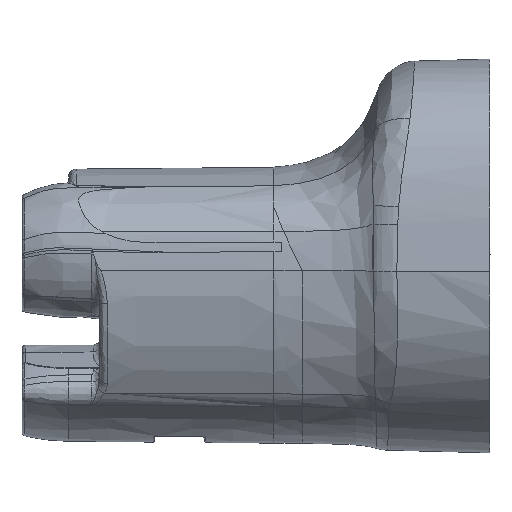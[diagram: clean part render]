
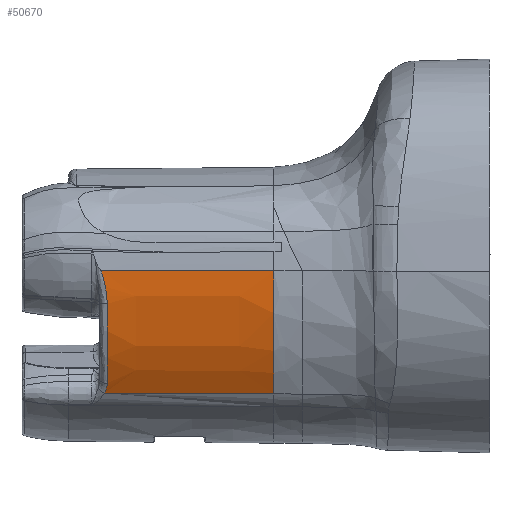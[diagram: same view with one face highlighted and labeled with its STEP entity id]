
A CAD part, front view. The second image highlights one B-rep face of the part: STEP entity #50670.
In plain terms, the highlighted free-form (B-spline) face has degree [5, 5] with [6, 6] control points.
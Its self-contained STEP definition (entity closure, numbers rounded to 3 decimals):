
#45476=CARTESIAN_POINT('Vertex',(32.493,-20.156,4.674)) ;
#48053=CARTESIAN_POINT('Vertex',(10.991,-19.646,0.439)) ;
#48078=CARTESIAN_POINT('Vertex',(10.991,-16.211,-9.819)) ;
#48082=CARTESIAN_POINT('Control Point',(10.991,-16.211,-9.819)) ;
#48083=CARTESIAN_POINT('Control Point',(10.991,-16.579,-9.159)) ;
#48084=CARTESIAN_POINT('Control Point',(10.991,-16.925,-8.486)) ;
#48085=CARTESIAN_POINT('Control Point',(10.991,-17.25,-7.799)) ;
#48086=CARTESIAN_POINT('Control Point',(10.991,-17.901,-6.302)) ;
#48087=CARTESIAN_POINT('Control Point',(10.991,-18.45,-4.76)) ;
#48088=CARTESIAN_POINT('Control Point',(10.991,-18.714,-3.925)) ;
#48089=CARTESIAN_POINT('Control Point',(10.991,-19.094,-2.551)) ;
#48090=CARTESIAN_POINT('Control Point',(10.991,-19.385,-1.172)) ;
#48091=CARTESIAN_POINT('Control Point',(10.991,-19.486,-0.634)) ;
#48092=CARTESIAN_POINT('Control Point',(10.991,-19.572,-0.097)) ;
#48093=CARTESIAN_POINT('Control Point',(10.991,-19.646,0.439)) ;
#48158=CARTESIAN_POINT('Control Point',(10.249,-19.959,4.675)) ;
#48159=CARTESIAN_POINT('Control Point',(10.254,-19.959,4.657)) ;
#48160=CARTESIAN_POINT('Control Point',(10.258,-19.958,4.64)) ;
#48161=CARTESIAN_POINT('Control Point',(10.263,-19.958,4.622)) ;
#48162=CARTESIAN_POINT('Control Point',(10.339,-19.948,4.341)) ;
#48163=CARTESIAN_POINT('Control Point',(10.415,-19.938,4.057)) ;
#48164=CARTESIAN_POINT('Control Point',(10.486,-19.928,3.789)) ;
#48165=CARTESIAN_POINT('Control Point',(10.647,-19.899,3.15)) ;
#48166=CARTESIAN_POINT('Control Point',(10.785,-19.859,2.493)) ;
#48167=CARTESIAN_POINT('Control Point',(10.855,-19.83,2.107)) ;
#48168=CARTESIAN_POINT('Control Point',(10.935,-19.78,1.546)) ;
#48169=CARTESIAN_POINT('Control Point',(10.977,-19.714,0.966)) ;
#48170=CARTESIAN_POINT('Control Point',(10.986,-19.693,0.792)) ;
#48171=CARTESIAN_POINT('Control Point',(10.991,-19.67,0.616)) ;
#48172=CARTESIAN_POINT('Control Point',(10.991,-19.646,0.439)) ;
#48173=CARTESIAN_POINT('Vertex',(10.249,-19.959,4.675)) ;
#48259=CARTESIAN_POINT('Vertex',(10.603,-15.461,-11.085)) ;
#48263=CARTESIAN_POINT('Control Point',(10.991,-16.211,-9.819)) ;
#48264=CARTESIAN_POINT('Control Point',(10.991,-16.099,-10.022)) ;
#48265=CARTESIAN_POINT('Control Point',(10.966,-15.986,-10.218)) ;
#48266=CARTESIAN_POINT('Control Point',(10.92,-15.878,-10.404)) ;
#48267=CARTESIAN_POINT('Control Point',(10.83,-15.725,-10.659)) ;
#48268=CARTESIAN_POINT('Control Point',(10.718,-15.587,-10.886)) ;
#48269=CARTESIAN_POINT('Control Point',(10.681,-15.544,-10.955)) ;
#48270=CARTESIAN_POINT('Control Point',(10.643,-15.502,-11.022)) ;
#48271=CARTESIAN_POINT('Control Point',(10.603,-15.462,-11.086)) ;
#48306=CARTESIAN_POINT('Control Point',(32.493,-20.156,4.675)) ;
#48307=CARTESIAN_POINT('Control Point',(25.079,-20.088,4.675)) ;
#48308=CARTESIAN_POINT('Control Point',(17.665,-20.024,4.675)) ;
#48309=CARTESIAN_POINT('Control Point',(10.249,-19.959,4.675)) ;
#48420=CARTESIAN_POINT('Control Point',(32.493,-20.156,4.674)) ;
#48421=CARTESIAN_POINT('Control Point',(32.493,-20.121,3.68)) ;
#48422=CARTESIAN_POINT('Control Point',(32.493,-20.079,2.71)) ;
#48423=CARTESIAN_POINT('Control Point',(32.493,-20.009,1.747)) ;
#48424=CARTESIAN_POINT('Control Point',(32.493,-19.823,0.133)) ;
#48425=CARTESIAN_POINT('Control Point',(32.493,-19.518,-1.484)) ;
#48426=CARTESIAN_POINT('Control Point',(32.493,-19.376,-2.134)) ;
#48427=CARTESIAN_POINT('Control Point',(32.493,-18.805,-4.425)) ;
#48428=CARTESIAN_POINT('Control Point',(32.493,-18.,-6.68)) ;
#48429=CARTESIAN_POINT('Control Point',(32.493,-17.314,-8.256)) ;
#48430=CARTESIAN_POINT('Control Point',(32.493,-16.522,-9.743)) ;
#48431=CARTESIAN_POINT('Control Point',(32.493,-15.625,-11.187)) ;
#48432=CARTESIAN_POINT('Vertex',(32.493,-15.624,-11.188)) ;
#50620=CARTESIAN_POINT('Control Point',(36.127,-20.19,4.675)) ;
#50621=CARTESIAN_POINT('Control Point',(30.1,-20.133,4.675)) ;
#50622=CARTESIAN_POINT('Control Point',(24.073,-20.08,4.675)) ;
#50623=CARTESIAN_POINT('Control Point',(18.047,-20.027,4.675)) ;
#50624=CARTESIAN_POINT('Control Point',(12.02,-19.975,4.675)) ;
#50625=CARTESIAN_POINT('Control Point',(5.993,-19.922,4.675)) ;
#50626=CARTESIAN_POINT('Control Point',(36.127,-20.061,1.101)) ;
#50627=CARTESIAN_POINT('Control Point',(30.1,-20.009,1.109)) ;
#50628=CARTESIAN_POINT('Control Point',(24.073,-19.956,1.117)) ;
#50629=CARTESIAN_POINT('Control Point',(18.047,-19.903,1.126)) ;
#50630=CARTESIAN_POINT('Control Point',(12.02,-19.851,1.134)) ;
#50631=CARTESIAN_POINT('Control Point',(5.993,-19.798,1.143)) ;
#50632=CARTESIAN_POINT('Control Point',(36.127,-19.867,-1.846)) ;
#50633=CARTESIAN_POINT('Control Point',(30.1,-19.816,-1.834)) ;
#50634=CARTESIAN_POINT('Control Point',(24.073,-19.764,-1.821)) ;
#50635=CARTESIAN_POINT('Control Point',(18.047,-19.713,-1.808)) ;
#50636=CARTESIAN_POINT('Control Point',(12.02,-19.661,-1.795)) ;
#50637=CARTESIAN_POINT('Control Point',(5.993,-19.61,-1.782)) ;
#50638=CARTESIAN_POINT('Control Point',(36.127,-18.563,-6.051)) ;
#50639=CARTESIAN_POINT('Control Point',(30.1,-18.513,-6.028)) ;
#50640=CARTESIAN_POINT('Control Point',(24.073,-18.464,-6.005)) ;
#50641=CARTESIAN_POINT('Control Point',(18.047,-18.416,-5.982)) ;
#50642=CARTESIAN_POINT('Control Point',(12.02,-18.367,-5.958)) ;
#50643=CARTESIAN_POINT('Control Point',(5.993,-18.318,-5.935)) ;
#50644=CARTESIAN_POINT('Control Point',(36.127,-17.103,-9.053)) ;
#50645=CARTESIAN_POINT('Control Point',(30.1,-17.059,-9.024)) ;
#50646=CARTESIAN_POINT('Control Point',(24.073,-17.014,-8.995)) ;
#50647=CARTESIAN_POINT('Control Point',(18.047,-16.97,-8.966)) ;
#50648=CARTESIAN_POINT('Control Point',(12.02,-16.925,-8.937)) ;
#50649=CARTESIAN_POINT('Control Point',(5.993,-16.881,-8.907)) ;
#50650=CARTESIAN_POINT('Control Point',(36.127,-15.055,-12.129)) ;
#50651=CARTESIAN_POINT('Control Point',(30.1,-15.015,-12.094)) ;
#50652=CARTESIAN_POINT('Control Point',(24.073,-14.976,-12.058)) ;
#50653=CARTESIAN_POINT('Control Point',(18.047,-14.936,-12.023)) ;
#50654=CARTESIAN_POINT('Control Point',(12.02,-14.896,-11.987)) ;
#50655=CARTESIAN_POINT('Control Point',(5.993,-14.857,-11.952)) ;
#50657=CARTESIAN_POINT('Control Point',(10.603,-15.462,-11.086)) ;
#50658=CARTESIAN_POINT('Control Point',(17.9,-15.516,-11.119)) ;
#50659=CARTESIAN_POINT('Control Point',(25.197,-15.57,-11.153)) ;
#50660=CARTESIAN_POINT('Control Point',(32.493,-15.624,-11.187)) ;
#48094=EDGE_CURVE('',#48054,#48079,#48081,.F.) ;
#48175=EDGE_CURVE('',#48174,#48054,#48157,.T.) ;
#48272=EDGE_CURVE('',#48079,#48260,#48262,.T.) ;
#48310=EDGE_CURVE('',#48174,#45477,#48305,.F.) ;
#48434=EDGE_CURVE('',#45477,#48433,#48419,.T.) ;
#50661=EDGE_CURVE('',#48433,#48260,#50656,.F.) ;
#50663=ORIENTED_EDGE('',*,*,#48175,.T.) ;
#50664=ORIENTED_EDGE('',*,*,#48094,.T.) ;
#50665=ORIENTED_EDGE('',*,*,#48272,.T.) ;
#50666=ORIENTED_EDGE('',*,*,#50661,.F.) ;
#50667=ORIENTED_EDGE('',*,*,#48434,.F.) ;
#50668=ORIENTED_EDGE('',*,*,#48310,.F.) ;
#50662=EDGE_LOOP('',(#50663,#50664,#50665,#50666,#50667,#50668)) ;
#45477=VERTEX_POINT('',#45476) ;
#48054=VERTEX_POINT('',#48053) ;
#48079=VERTEX_POINT('',#48078) ;
#48174=VERTEX_POINT('',#48173) ;
#48260=VERTEX_POINT('',#48259) ;
#48433=VERTEX_POINT('',#48432) ;
#50670=ADVANCED_FACE('MAIN CONNECTOR BODY',(#50669),#50619,.F.) ;
#48081=B_SPLINE_CURVE_WITH_KNOTS('',5,(#48082,#48083,#48084,#48085,#48086,#48087,#48088,#48089,#48090,#48091,#48092,#48093),.UNSPECIFIED.,.F.,.U.,(6,3,3,6),(6.838,12.095,18.127,21.977),.UNSPECIFIED.) ;
#48157=B_SPLINE_CURVE_WITH_KNOTS('',5,(#48158,#48159,#48160,#48161,#48162,#48163,#48164,#48165,#48166,#48167,#48168,#48169,#48170,#48171,#48172),.UNSPECIFIED.,.F.,.U.,(6,3,3,3,6),(6.063,6.217,8.546,11.727,13.064),.UNSPECIFIED.) ;
#48262=B_SPLINE_CURVE_WITH_KNOTS('',5,(#48263,#48264,#48265,#48266,#48267,#48268,#48269,#48270,#48271),.UNSPECIFIED.,.F.,.U.,(6,3,6),(0.,1.319,1.942),.UNSPECIFIED.) ;
#48305=B_SPLINE_CURVE_WITH_KNOTS('',3,(#48306,#48307,#48308,#48309),.UNSPECIFIED.,.F.,.U.,(4,4),(0.,30.734),.UNSPECIFIED.) ;
#48419=B_SPLINE_CURVE_WITH_KNOTS('',5,(#48420,#48421,#48422,#48423,#48424,#48425,#48426,#48427,#48428,#48429,#48430,#48431),.UNSPECIFIED.,.F.,.U.,(6,3,3,6),(0.001,7.037,11.753,23.691),.UNSPECIFIED.) ;
#50656=B_SPLINE_CURVE_WITH_KNOTS('',3,(#50657,#50658,#50659,#50660),.UNSPECIFIED.,.F.,.U.,(4,4),(6.52,37.478),.UNSPECIFIED.) ;
#50619=B_SPLINE_SURFACE_WITH_KNOTS('',5,5,((#50620,#50621,#50622,#50623,#50624,#50625),(#50626,#50627,#50628,#50629,#50630,#50631),(#50632,#50633,#50634,#50635,#50636,#50637),(#50638,#50639,#50640,#50641,#50642,#50643),(#50644,#50645,#50646,#50647,#50648,#50649),(#50650,#50651,#50652,#50653,#50654,#50655)),.UNSPECIFIED.,.F.,.F.,.U.,(6,6),(6,6),(0.,17.869),(0.,30.135),.UNSPECIFIED.) ;
#50669=FACE_OUTER_BOUND('',#50662,.T.) ;
